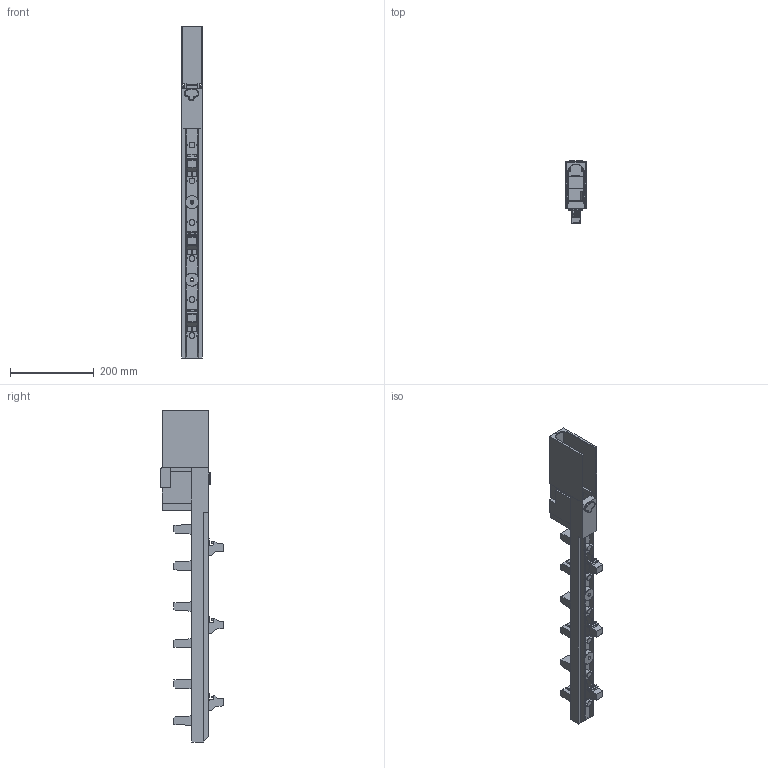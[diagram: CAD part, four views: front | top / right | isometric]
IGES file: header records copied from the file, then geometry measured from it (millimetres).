
Start section: SolidWorks IGES file using analytic representation for surfaces
Global section: file name: IL_600.IGS; native system: SolidWorks 2007; preprocessor: SolidWorks 2007; author: Gordon; date: 100108.135136; units: millimetre
Bounding box: 49 x 149.5 x 794 mm (x, y, z)
Surface area: 468777 mm2 (no closed solid volume)
Topology: 0 solids, 0 shells, 892 faces, 6392 edges, 6392 vertices
Faces by surface type: bspline 772, revolution 120
